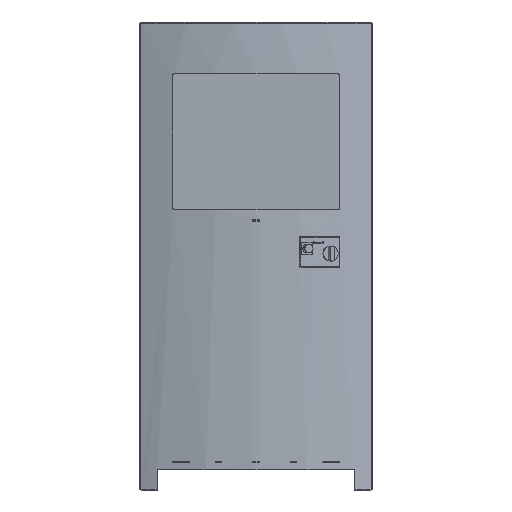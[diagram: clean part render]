
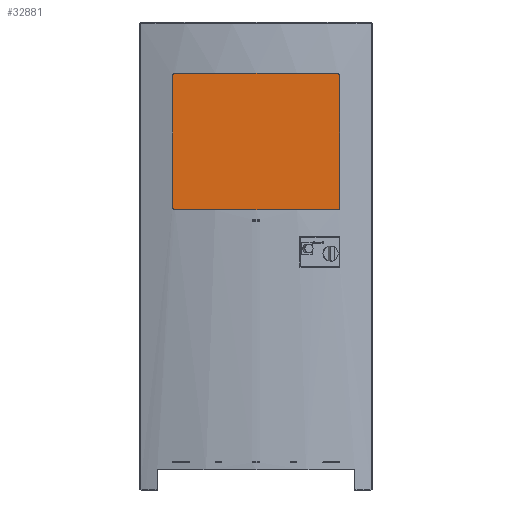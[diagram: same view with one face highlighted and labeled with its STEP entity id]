
A CAD part, top view. The second image highlights one B-rep face of the part: STEP entity #32881.
In plain terms, the highlighted planar face has unit normal (0, 0, 1).
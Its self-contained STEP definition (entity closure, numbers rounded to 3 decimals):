
#402 = VECTOR ( 'NONE', #12028, 1000. ) ;
#615 = ORIENTED_EDGE ( 'NONE', *, *, #19950, .F. ) ;
#838 = CARTESIAN_POINT ( 'NONE',  ( -295., 60., -197. ) ) ;
#1010 = CARTESIAN_POINT ( 'NONE',  ( 295., 60., -197. ) ) ;
#1491 = DIRECTION ( 'NONE',  ( 1., 0., 0. ) ) ;
#2110 = LINE ( 'NONE', #22031, #13793 ) ;
#4302 = EDGE_CURVE ( 'NONE', #5079, #28358, #2110, .T. ) ;
#4799 = VERTEX_POINT ( 'NONE', #22170 ) ;
#5079 = VERTEX_POINT ( 'NONE', #9738 ) ;
#5170 = CARTESIAN_POINT ( 'NONE',  ( 344., 1398., -197. ) ) ;
#6045 = CARTESIAN_POINT ( 'NONE',  ( 295., 0., -197. ) ) ;
#7799 = VECTOR ( 'NONE', #32557, 1000. ) ;
#8259 = LINE ( 'NONE', #27789, #10610 ) ;
#9185 = VERTEX_POINT ( 'NONE', #5170 ) ;
#9738 = CARTESIAN_POINT ( 'NONE',  ( -295., 0., -197. ) ) ;
#10571 = CARTESIAN_POINT ( 'NONE',  ( 350., 1398., -197. ) ) ;
#10610 = VECTOR ( 'NONE', #10838, 1000. ) ;
#10779 = VERTEX_POINT ( 'NONE', #15407 ) ;
#10838 = DIRECTION ( 'NONE',  ( 1., 0., 0. ) ) ;
#10931 = DIRECTION ( 'NONE',  ( 0., 0., -1. ) ) ;
#11370 = VERTEX_POINT ( 'NONE', #35783 ) ;
#12028 = DIRECTION ( 'NONE',  ( 1., 0., 0. ) ) ;
#13290 = DIRECTION ( 'NONE',  ( 0., 1., 0. ) ) ;
#13793 = VECTOR ( 'NONE', #13290, 1000. ) ;
#13934 = ORIENTED_EDGE ( 'NONE', *, *, #4302, .T. ) ;
#15407 = CARTESIAN_POINT ( 'NONE',  ( 344., 0., -197. ) ) ;
#15471 = LINE ( 'NONE', #838, #402 ) ;
#15788 = CARTESIAN_POINT ( 'NONE',  ( 344., 1398., -197. ) ) ;
#16587 = VECTOR ( 'NONE', #27175, 1000. ) ;
#17655 = LINE ( 'NONE', #1010, #19018 ) ;
#18153 = LINE ( 'NONE', #15788, #7799 ) ;
#18797 = CARTESIAN_POINT ( 'NONE',  ( -344., 1398., -197. ) ) ;
#18965 = PLANE ( 'NONE',  #32708 ) ;
#19018 = VECTOR ( 'NONE', #22958, 1000. ) ;
#19950 = EDGE_CURVE ( 'NONE', #9185, #10779, #18153, .T. ) ;
#20322 = EDGE_CURVE ( 'NONE', #4799, #11370, #32647, .T. ) ;
#20661 = CARTESIAN_POINT ( 'NONE',  ( -295., 60., -197. ) ) ;
#20680 = ORIENTED_EDGE ( 'NONE', *, *, #34733, .F. ) ;
#21090 = EDGE_CURVE ( 'NONE', #29502, #10779, #8259, .T. ) ;
#21236 = CARTESIAN_POINT ( 'NONE',  ( 350., 0., -197. ) ) ;
#21508 = DIRECTION ( 'NONE',  ( -1., 0., 0. ) ) ;
#21698 = DIRECTION ( 'NONE',  ( 1., 0., 0. ) ) ;
#22031 = CARTESIAN_POINT ( 'NONE',  ( -295., 60., -197. ) ) ;
#22118 = VERTEX_POINT ( 'NONE', #34076 ) ;
#22170 = CARTESIAN_POINT ( 'NONE',  ( -344., 1398., -197. ) ) ;
#22958 = DIRECTION ( 'NONE',  ( 0., -1., 0. ) ) ;
#24063 = FACE_OUTER_BOUND ( 'NONE', #25137, .T. ) ;
#25137 = EDGE_LOOP ( 'NONE', ( #28568, #30686, #31785, #615, #20680, #33426, #25173, #13934 ) ) ;
#25173 = ORIENTED_EDGE ( 'NONE', *, *, #31896, .T. ) ;
#26527 = LINE ( 'NONE', #21236, #28691 ) ;
#26731 = VECTOR ( 'NONE', #21698, 1000. ) ;
#27175 = DIRECTION ( 'NONE',  ( 0., -1., 0. ) ) ;
#27789 = CARTESIAN_POINT ( 'NONE',  ( 350., 0., -197. ) ) ;
#28358 = VERTEX_POINT ( 'NONE', #20661 ) ;
#28568 = ORIENTED_EDGE ( 'NONE', *, *, #33588, .T. ) ;
#28691 = VECTOR ( 'NONE', #1491, 1000. ) ;
#29040 = EDGE_CURVE ( 'NONE', #22118, #29502, #17655, .T. ) ;
#29502 = VERTEX_POINT ( 'NONE', #6045 ) ;
#30686 = ORIENTED_EDGE ( 'NONE', *, *, #29040, .T. ) ;
#31785 = ORIENTED_EDGE ( 'NONE', *, *, #21090, .T. ) ;
#31896 = EDGE_CURVE ( 'NONE', #11370, #5079, #26527, .T. ) ;
#32557 = DIRECTION ( 'NONE',  ( 0., -1., 0. ) ) ;
#32647 = LINE ( 'NONE', #18797, #16587 ) ;
#32708 = AXIS2_PLACEMENT_3D ( 'NONE', #35195, #10931, #21508 ) ;
#32881 = ADVANCED_FACE ( 'NONE', ( #24063 ), #18965, .F. ) ;
#33426 = ORIENTED_EDGE ( 'NONE', *, *, #20322, .T. ) ;
#33588 = EDGE_CURVE ( 'NONE', #28358, #22118, #15471, .T. ) ;
#34076 = CARTESIAN_POINT ( 'NONE',  ( 295., 60., -197. ) ) ;
#34733 = EDGE_CURVE ( 'NONE', #4799, #9185, #35566, .T. ) ;
#35195 = CARTESIAN_POINT ( 'NONE',  ( 350., 1398., -197. ) ) ;
#35566 = LINE ( 'NONE', #10571, #26731 ) ;
#35783 = CARTESIAN_POINT ( 'NONE',  ( -344., 0., -197. ) ) ;
